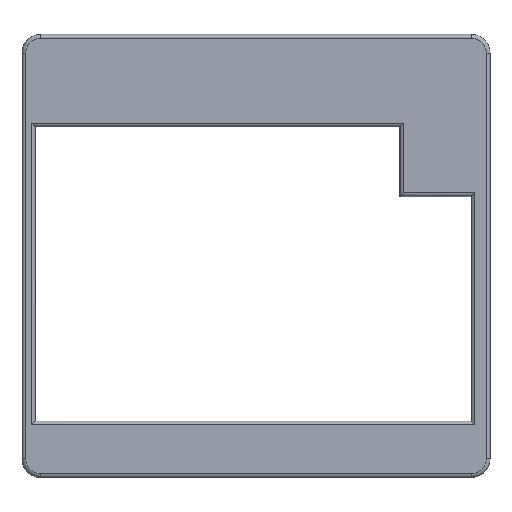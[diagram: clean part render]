
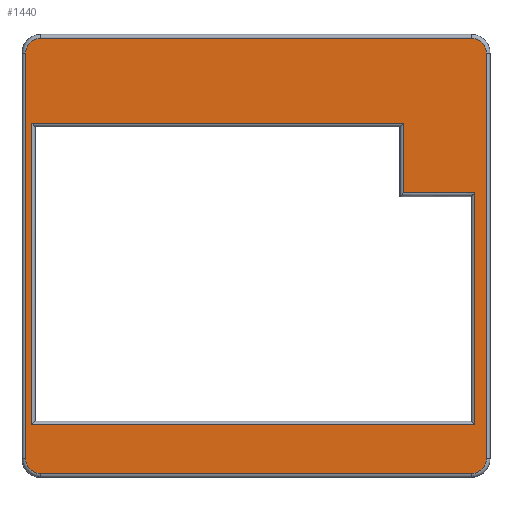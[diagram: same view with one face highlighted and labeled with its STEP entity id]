
A CAD part, top view. The second image highlights one B-rep face of the part: STEP entity #1440.
In plain terms, the highlighted planar face has unit normal (0, 0, 1).
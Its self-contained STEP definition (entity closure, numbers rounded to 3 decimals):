
#1315=CARTESIAN_POINT('',(0.,0.,14.51));
#1316=DIRECTION('',(0.,0.,1.));
#1317=DIRECTION('',(1.,0.,0.));
#1318=AXIS2_PLACEMENT_3D('',#1315,#1316,#1317);
#1319=PLANE('',#1318);
#1320=CARTESIAN_POINT('',(97.395,97.83,14.51));
#1321=VERTEX_POINT('',#1320);
#1322=CARTESIAN_POINT('',(97.395,79.33,14.51));
#1323=VERTEX_POINT('',#1322);
#1324=CARTESIAN_POINT('',(97.395,97.83,14.51));
#1325=DIRECTION('',(-0.,-1.,0.));
#1326=VECTOR('',#1325,18.5);
#1327=LINE('',#1324,#1326);
#1328=EDGE_CURVE('',#1321,#1323,#1327,.T.);
#1329=ORIENTED_EDGE('',*,*,#1328,.T.);
#1330=CARTESIAN_POINT('',(116.3,79.33,14.51));
#1331=VERTEX_POINT('',#1330);
#1332=CARTESIAN_POINT('',(97.395,79.33,14.51));
#1333=DIRECTION('',(1.,0.,-0.));
#1334=VECTOR('',#1333,18.905);
#1335=LINE('',#1332,#1334);
#1336=EDGE_CURVE('',#1323,#1331,#1335,.T.);
#1337=ORIENTED_EDGE('',*,*,#1336,.T.);
#1338=CARTESIAN_POINT('',(116.3,17.772,14.51));
#1339=VERTEX_POINT('',#1338);
#1340=CARTESIAN_POINT('',(116.3,79.33,14.51));
#1341=DIRECTION('',(0.,-1.,0.));
#1342=VECTOR('',#1341,61.558);
#1343=LINE('',#1340,#1342);
#1344=EDGE_CURVE('',#1331,#1339,#1343,.T.);
#1345=ORIENTED_EDGE('',*,*,#1344,.T.);
#1346=CARTESIAN_POINT('',(-1.37,17.772,14.51));
#1347=VERTEX_POINT('',#1346);
#1348=CARTESIAN_POINT('',(116.3,17.772,14.51));
#1349=DIRECTION('',(-1.,0.,-0.));
#1350=VECTOR('',#1349,117.67);
#1351=LINE('',#1348,#1350);
#1352=EDGE_CURVE('',#1339,#1347,#1351,.T.);
#1353=ORIENTED_EDGE('',*,*,#1352,.T.);
#1354=CARTESIAN_POINT('',(-1.37,97.83,14.51));
#1355=VERTEX_POINT('',#1354);
#1356=CARTESIAN_POINT('',(-1.37,17.772,14.51));
#1357=DIRECTION('',(0.,1.,-0.));
#1358=VECTOR('',#1357,80.058);
#1359=LINE('',#1356,#1358);
#1360=EDGE_CURVE('',#1347,#1355,#1359,.T.);
#1361=ORIENTED_EDGE('',*,*,#1360,.T.);
#1362=CARTESIAN_POINT('',(-1.37,97.83,14.51));
#1363=DIRECTION('',(1.,0.,-0.));
#1364=VECTOR('',#1363,98.765);
#1365=LINE('',#1362,#1364);
#1366=EDGE_CURVE('',#1355,#1321,#1365,.T.);
#1367=ORIENTED_EDGE('',*,*,#1366,.T.);
#1368=EDGE_LOOP('',(#1329,#1337,#1345,#1353,#1361,#1367));
#1369=FACE_BOUND('',#1368,.T.);
#1370=CARTESIAN_POINT('',(-2.87,116.37,14.51));
#1371=VERTEX_POINT('',#1370);
#1372=CARTESIAN_POINT('',(-2.87,8.8,14.51));
#1373=VERTEX_POINT('',#1372);
#1374=CARTESIAN_POINT('',(-2.87,116.37,14.51));
#1375=DIRECTION('',(0.,-1.,0.));
#1376=VECTOR('',#1375,107.57);
#1377=LINE('',#1374,#1376);
#1378=EDGE_CURVE('',#1371,#1373,#1377,.T.);
#1379=ORIENTED_EDGE('',*,*,#1378,.T.);
#1380=CARTESIAN_POINT('',(1.13,4.8,14.51));
#1381=VERTEX_POINT('',#1380);
#1382=CARTESIAN_POINT('',(1.13,8.8,14.51));
#1383=DIRECTION('',(0.,0.,1.));
#1384=DIRECTION('',(0.,-1.,0.));
#1385=AXIS2_PLACEMENT_3D('',#1382,#1383,#1384);
#1386=CIRCLE('',#1385,4.);
#1387=EDGE_CURVE('',#1373,#1381,#1386,.T.);
#1388=ORIENTED_EDGE('',*,*,#1387,.T.);
#1389=CARTESIAN_POINT('',(115.3,4.8,14.51));
#1390=VERTEX_POINT('',#1389);
#1391=CARTESIAN_POINT('',(1.13,4.8,14.51));
#1392=DIRECTION('',(1.,0.,-0.));
#1393=VECTOR('',#1392,114.17);
#1394=LINE('',#1391,#1393);
#1395=EDGE_CURVE('',#1381,#1390,#1394,.T.);
#1396=ORIENTED_EDGE('',*,*,#1395,.T.);
#1397=CARTESIAN_POINT('',(119.3,8.8,14.51));
#1398=VERTEX_POINT('',#1397);
#1399=CARTESIAN_POINT('',(115.3,8.8,14.51));
#1400=DIRECTION('',(0.,0.,1.));
#1401=DIRECTION('',(0.,-1.,0.));
#1402=AXIS2_PLACEMENT_3D('',#1399,#1400,#1401);
#1403=CIRCLE('',#1402,4.);
#1404=EDGE_CURVE('',#1390,#1398,#1403,.T.);
#1405=ORIENTED_EDGE('',*,*,#1404,.T.);
#1406=CARTESIAN_POINT('',(119.3,116.37,14.51));
#1407=VERTEX_POINT('',#1406);
#1408=CARTESIAN_POINT('',(119.3,8.8,14.51));
#1409=DIRECTION('',(0.,1.,-0.));
#1410=VECTOR('',#1409,107.57);
#1411=LINE('',#1408,#1410);
#1412=EDGE_CURVE('',#1398,#1407,#1411,.T.);
#1413=ORIENTED_EDGE('',*,*,#1412,.T.);
#1414=CARTESIAN_POINT('',(115.3,120.37,14.51));
#1415=VERTEX_POINT('',#1414);
#1416=CARTESIAN_POINT('',(115.3,116.37,14.51));
#1417=DIRECTION('',(0.,0.,1.));
#1418=DIRECTION('',(0.,-1.,0.));
#1419=AXIS2_PLACEMENT_3D('',#1416,#1417,#1418);
#1420=CIRCLE('',#1419,4.);
#1421=EDGE_CURVE('',#1407,#1415,#1420,.T.);
#1422=ORIENTED_EDGE('',*,*,#1421,.T.);
#1423=CARTESIAN_POINT('',(1.13,120.37,14.51));
#1424=VERTEX_POINT('',#1423);
#1425=CARTESIAN_POINT('',(115.3,120.37,14.51));
#1426=DIRECTION('',(-1.,-0.,0.));
#1427=VECTOR('',#1426,114.17);
#1428=LINE('',#1425,#1427);
#1429=EDGE_CURVE('',#1415,#1424,#1428,.T.);
#1430=ORIENTED_EDGE('',*,*,#1429,.T.);
#1431=CARTESIAN_POINT('',(1.13,116.37,14.51));
#1432=DIRECTION('',(0.,0.,1.));
#1433=DIRECTION('',(0.,-1.,0.));
#1434=AXIS2_PLACEMENT_3D('',#1431,#1432,#1433);
#1435=CIRCLE('',#1434,4.);
#1436=EDGE_CURVE('',#1424,#1371,#1435,.T.);
#1437=ORIENTED_EDGE('',*,*,#1436,.T.);
#1438=EDGE_LOOP('',(#1379,#1388,#1396,#1405,#1413,#1422,#1430,#1437));
#1439=FACE_BOUND('',#1438,.T.);
#1440=ADVANCED_FACE('',(#1369,#1439),#1319,.T.);
